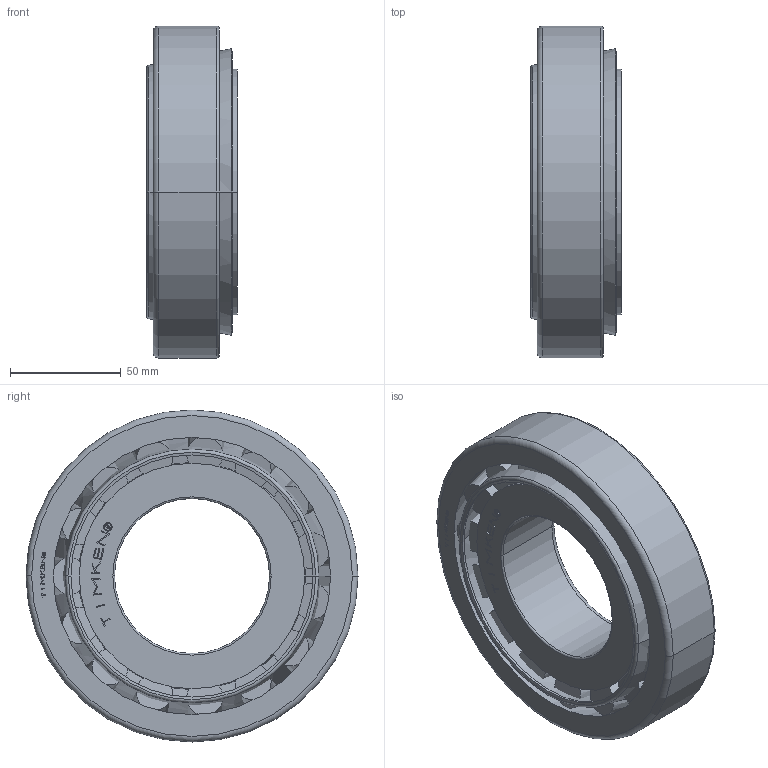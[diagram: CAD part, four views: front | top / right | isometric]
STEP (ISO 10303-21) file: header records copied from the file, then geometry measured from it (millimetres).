
FILE_DESCRIPTION(('starvars output'),'1');
FILE_NAME('30314.stp','19:33:56 2023/12/13',('TraceParts'),(' '),'Spatial InterOp 3D',' ',' ');
FILE_SCHEMA(('AUTOMOTIVE_DESIGN { 1 0 10303 214 3 1 1 }'));
Length unit declared in the file: millimetre
Products named in the file (1): 1
Bounding box: 40.8 x 150 x 150 mm (x, y, z)
Volume: 371927 mm3; surface area: 123559.4 mm2
Topology: 18 solids, 18 shells, 458 faces, 1134 edges, 746 vertices
Faces by surface type: plane 358, cone 50, cylinder 40, torus 10
Entity records: 17323 total; most frequent: CARTESIAN_POINT 2356, ORIENTED_EDGE 2268, DIRECTION 2266, EDGE_CURVE 1134, LINE 954, VECTOR 954, VERTEX_POINT 746, AXIS2_PLACEMENT_3D 656
